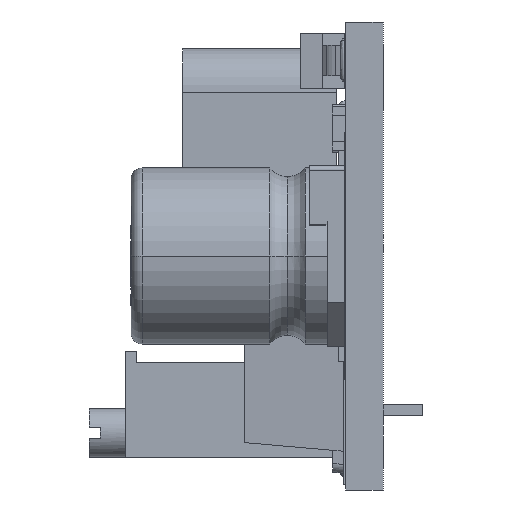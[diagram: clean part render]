
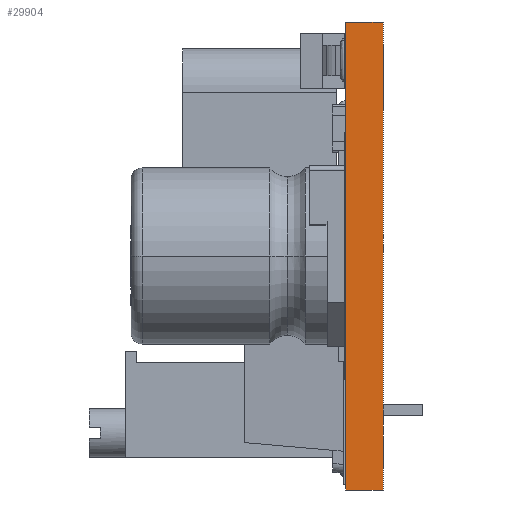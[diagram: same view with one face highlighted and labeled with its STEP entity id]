
A CAD part, left-side view. The second image highlights one B-rep face of the part: STEP entity #29904.
In plain terms, the highlighted planar face has unit normal (-1, 0, 0).
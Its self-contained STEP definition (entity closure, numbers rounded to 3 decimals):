
#1020 = EDGE_CURVE ( 'NONE', #29069, #33648, #63529, .T. ) ;
#1263 = LINE ( 'NONE', #75981, #54292 ) ;
#3219 = ORIENTED_EDGE ( 'NONE', *, *, #18670, .F. ) ;
#4876 = ORIENTED_EDGE ( 'NONE', *, *, #59922, .F. ) ;
#5775 = VECTOR ( 'NONE', #27080, 1000. ) ;
#6704 = LINE ( 'NONE', #14936, #5775 ) ;
#8391 = ORIENTED_EDGE ( 'NONE', *, *, #24957, .F. ) ;
#8909 = EDGE_CURVE ( 'NONE', #79612, #36441, #15298, .T. ) ;
#10004 = DIRECTION ( 'NONE',  ( 0., -1., 0. ) ) ;
#11184 = CARTESIAN_POINT ( 'NONE',  ( -21.6, 1.71, -7.125 ) ) ;
#11201 = LINE ( 'NONE', #73019, #16018 ) ;
#14929 = ORIENTED_EDGE ( 'NONE', *, *, #8909, .T. ) ;
#14936 = CARTESIAN_POINT ( 'NONE',  ( -21.6, 1.7, -10.625 ) ) ;
#15298 = LINE ( 'NONE', #78591, #35554 ) ;
#15411 = CARTESIAN_POINT ( 'NONE',  ( -21.6, 1.71, -10.625 ) ) ;
#16018 = VECTOR ( 'NONE', #29774, 1000. ) ;
#16787 = EDGE_CURVE ( 'NONE', #20358, #79612, #6704, .T. ) ;
#17017 = CARTESIAN_POINT ( 'NONE',  ( -21.6, 1.71, 7.125 ) ) ;
#18053 = CARTESIAN_POINT ( 'NONE',  ( -21.6, 1.71, -7.125 ) ) ;
#18640 = ORIENTED_EDGE ( 'NONE', *, *, #1020, .T. ) ;
#18670 = EDGE_CURVE ( 'NONE', #60206, #36441, #33422, .T. ) ;
#19057 = AXIS2_PLACEMENT_3D ( 'NONE', #77683, #51987, #76908 ) ;
#20358 = VERTEX_POINT ( 'NONE', #15411 ) ;
#21490 = CARTESIAN_POINT ( 'NONE',  ( -21.6, 1.71, 10.625 ) ) ;
#24957 = EDGE_CURVE ( 'NONE', #28280, #33648, #11201, .T. ) ;
#27080 = DIRECTION ( 'NONE',  ( 0., -1., 0. ) ) ;
#27245 = VECTOR ( 'NONE', #57670, 1000. ) ;
#28280 = VERTEX_POINT ( 'NONE', #50018 ) ;
#29069 = VERTEX_POINT ( 'NONE', #17017 ) ;
#29774 = DIRECTION ( 'NONE',  ( 0., 0., 1. ) ) ;
#29904 = ADVANCED_FACE ( 'NONE', ( #58723 ), #34165, .F. ) ;
#32557 = LINE ( 'NONE', #11184, #38379 ) ;
#33224 = DIRECTION ( 'NONE',  ( 0., 0., 1. ) ) ;
#33422 = LINE ( 'NONE', #53450, #52702 ) ;
#33648 = VERTEX_POINT ( 'NONE', #62240 ) ;
#34165 = PLANE ( 'NONE',  #19057 ) ;
#34596 = ORIENTED_EDGE ( 'NONE', *, *, #62288, .F. ) ;
#35554 = VECTOR ( 'NONE', #79620, 1000. ) ;
#36441 = VERTEX_POINT ( 'NONE', #40030 ) ;
#38379 = VECTOR ( 'NONE', #54079, 1000. ) ;
#40030 = CARTESIAN_POINT ( 'NONE',  ( -21.6, 0., 10.625 ) ) ;
#41471 = EDGE_CURVE ( 'NONE', #29069, #60206, #52372, .T. ) ;
#43232 = ORIENTED_EDGE ( 'NONE', *, *, #41471, .F. ) ;
#49054 = DIRECTION ( 'NONE',  ( 0., -1., 0. ) ) ;
#50018 = CARTESIAN_POINT ( 'NONE',  ( -21.6, 1.7, -7.125 ) ) ;
#51987 = DIRECTION ( 'NONE',  ( 1., 0., 0. ) ) ;
#52372 = LINE ( 'NONE', #21490, #27245 ) ;
#52702 = VECTOR ( 'NONE', #10004, 1000. ) ;
#53450 = CARTESIAN_POINT ( 'NONE',  ( -21.6, 1.7, 10.625 ) ) ;
#54067 = CARTESIAN_POINT ( 'NONE',  ( -21.6, 1.71, 10.625 ) ) ;
#54079 = DIRECTION ( 'NONE',  ( 0., -1., 0. ) ) ;
#54209 = ORIENTED_EDGE ( 'NONE', *, *, #16787, .T. ) ;
#54292 = VECTOR ( 'NONE', #33224, 1000. ) ;
#55334 = VERTEX_POINT ( 'NONE', #18053 ) ;
#55919 = CARTESIAN_POINT ( 'NONE',  ( -21.6, 1.71, 7.125 ) ) ;
#57670 = DIRECTION ( 'NONE',  ( 0., 0., 1. ) ) ;
#58723 = FACE_OUTER_BOUND ( 'NONE', #78947, .T. ) ;
#59922 = EDGE_CURVE ( 'NONE', #20358, #55334, #1263, .T. ) ;
#60206 = VERTEX_POINT ( 'NONE', #54067 ) ;
#62240 = CARTESIAN_POINT ( 'NONE',  ( -21.6, 1.7, 7.125 ) ) ;
#62288 = EDGE_CURVE ( 'NONE', #55334, #28280, #32557, .T. ) ;
#63529 = LINE ( 'NONE', #55919, #64469 ) ;
#64469 = VECTOR ( 'NONE', #49054, 1000. ) ;
#72829 = CARTESIAN_POINT ( 'NONE',  ( -21.6, 0., -10.625 ) ) ;
#73019 = CARTESIAN_POINT ( 'NONE',  ( -21.6, 1.7, 10.625 ) ) ;
#75981 = CARTESIAN_POINT ( 'NONE',  ( -21.6, 1.71, -10.625 ) ) ;
#76908 = DIRECTION ( 'NONE',  ( 0., 0., -1. ) ) ;
#77683 = CARTESIAN_POINT ( 'NONE',  ( -21.6, 1.7, 10.625 ) ) ;
#78591 = CARTESIAN_POINT ( 'NONE',  ( -21.6, 0., 10.625 ) ) ;
#78947 = EDGE_LOOP ( 'NONE', ( #14929, #3219, #43232, #18640, #8391, #34596, #4876, #54209 ) ) ;
#79612 = VERTEX_POINT ( 'NONE', #72829 ) ;
#79620 = DIRECTION ( 'NONE',  ( 0., 0., 1. ) ) ;
